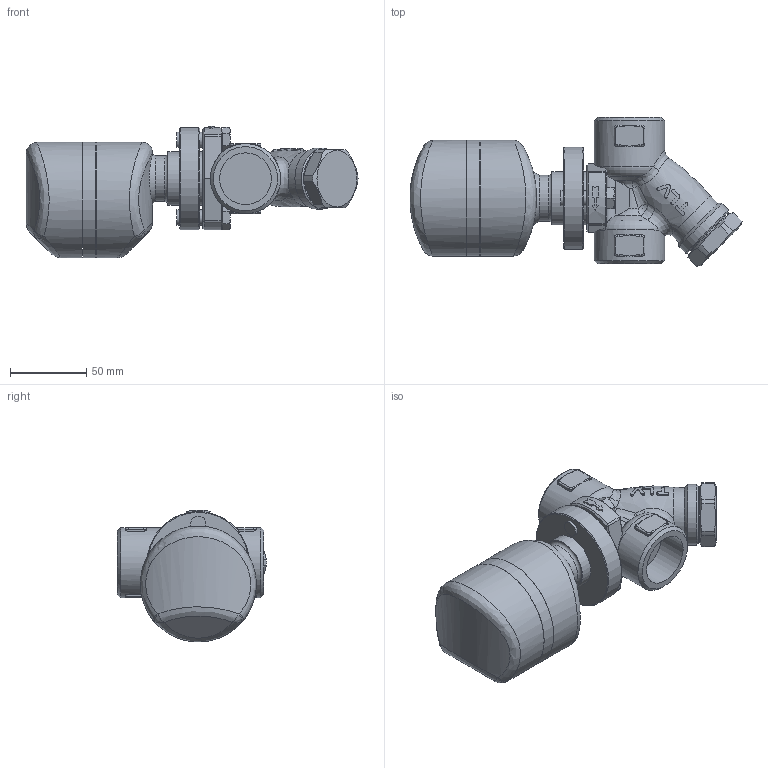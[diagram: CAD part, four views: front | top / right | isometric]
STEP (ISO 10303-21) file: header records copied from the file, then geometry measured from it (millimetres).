
FILE_DESCRIPTION(/* description */ (''),/* implementation_level */ '2;1');
FILE_NAME(/* name */ 'fs300-025-sw000-02.stp',/* time_stamp */ '2015-04-01T13:18:22+09:00',/* author */ ('nakaot'),/* organization */ (''),/* preprocessor_version */ 'ST-DEVELOPER v15.6',/* originating_system */ 'Autodesk Inventor 2015',/* authorisation */ '');
FILE_SCHEMA (('CONFIG_CONTROL_DESIGN'));
Length unit declared in the file: millimetre
Products named in the file (1): fs300-025-sw000-02
Bounding box: 217.78 x 97.79 x 86.5 mm (x, y, z)
Volume: 595619.1 mm3; surface area: 78221.1 mm2
Topology: 1 solids, 5 shells, 328 faces, 779 edges, 461 vertices
Faces by surface type: plane 117, cylinder 96, bspline 65, cone 37, torus 9, sphere 4
Full cylindrical faces by diameter (mm): 10 x4, 10.5 x1, 30 x1, 32 x1, 33 x1, 33.9 x2, 35 x3, 36 x1, 40 x1, 46 x2, 60 x2, 67 x1, 76 x3
Entity records: 11863 total; most frequent: CARTESIAN_POINT 5006, ORIENTED_EDGE 1428, DIRECTION 1353, EDGE_CURVE 713, AXIS2_PLACEMENT_3D 565, VERTEX_POINT 450, EDGE_LOOP 390, FACE_OUTER_BOUND 328
